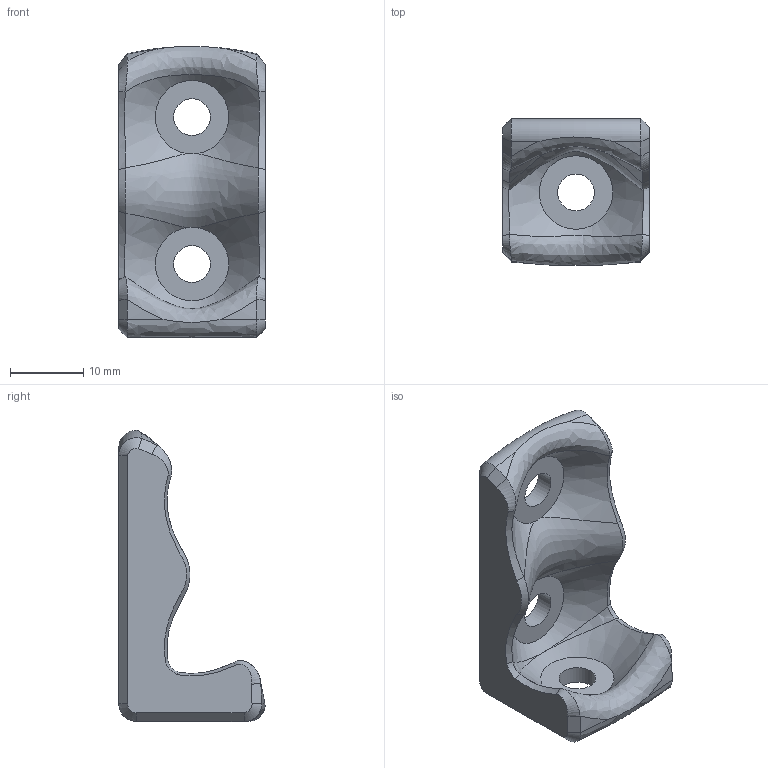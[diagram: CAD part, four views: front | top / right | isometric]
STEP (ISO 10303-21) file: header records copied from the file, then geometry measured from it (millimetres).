
FILE_DESCRIPTION(/* description */ ('STEP AP242','CAx-IF Rec.Pracs.---Representation and Presentation of Product Manufacturing Information (PMI)---4.0---2014-10-13','CAx-IF Rec.Pracs.---3D Tessellated Geometry---0.4---2014-09-14','2;1'),/* implementation_level */ '2;1');
FILE_NAME(/* name */ '6823291c8d6a7c0991d836af',/* time_stamp */ '2025-05-13T11:12:29Z',/* author */ (''),/* organization */ (''),/* preprocessor_version */ 'ST-DEVELOPER v20',/* originating_system */ 'ONSHAPE BY PTC INC, 1.197',/* authorisation */ ' ');
FILE_SCHEMA (('AP242_MANAGED_MODEL_BASED_3D_ENGINEERING_MIM_LF { 1 0 10303 442 1 1 4 }'));
Length unit declared in the file: metre
Products named in the file (1): bracket
Bounding box: 20 x 19.94 x 39.62 mm (x, y, z)
Volume: 4610.9 mm3; surface area: 3076.2 mm2
Topology: 1 solids, 1 shells, 53 faces, 128 edges, 75 vertices
Faces by surface type: bspline 28, plane 11, cone 5, cylinder 4, torus 3, sphere 2
Full cylindrical faces by diameter (mm): 5 x3
Entity records: 2412 total; most frequent: CARTESIAN_POINT 1448, ORIENTED_EDGE 242, EDGE_CURVE 121, DIRECTION 98, B_SPLINE_CURVE_WITH_KNOTS 91, VERTEX_POINT 74, EDGE_LOOP 63, FACE_BOUND 63
